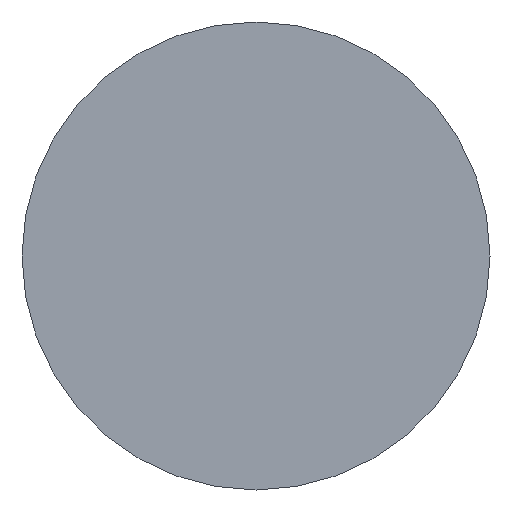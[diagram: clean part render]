
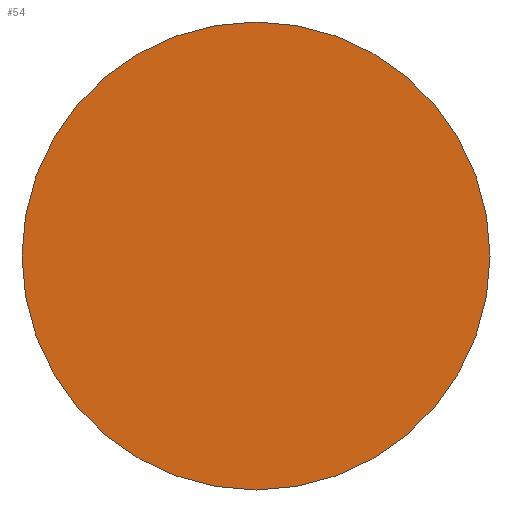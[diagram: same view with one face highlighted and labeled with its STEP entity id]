
A CAD part, left-side view. The second image highlights one B-rep face of the part: STEP entity #54.
In plain terms, the highlighted planar face has unit normal (-1, 0, 0).
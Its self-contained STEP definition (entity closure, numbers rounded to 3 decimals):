
#15=PLANE('',#81);
#18=FACE_OUTER_BOUND('',#21,.T.);
#21=EDGE_LOOP('',(#45,#46));
#26=CIRCLE('',#78,3.);
#27=CIRCLE('',#79,3.);
#30=VERTEX_POINT('',#105);
#31=VERTEX_POINT('',#107);
#35=EDGE_CURVE('',#30,#31,#26,.T.);
#36=EDGE_CURVE('',#31,#30,#27,.T.);
#45=ORIENTED_EDGE('',*,*,#36,.F.);
#46=ORIENTED_EDGE('',*,*,#35,.F.);
#54=ADVANCED_FACE('',(#18),#15,.F.);
#78=AXIS2_PLACEMENT_3D('',#108,#91,#92);
#79=AXIS2_PLACEMENT_3D('',#109,#93,#94);
#81=AXIS2_PLACEMENT_3D('',#111,#97,#98);
#91=DIRECTION('center_axis',(1.,0.,0.));
#92=DIRECTION('ref_axis',(0.,1.,0.));
#93=DIRECTION('center_axis',(1.,0.,0.));
#94=DIRECTION('ref_axis',(0.,1.,0.));
#97=DIRECTION('center_axis',(1.,0.,0.));
#98=DIRECTION('ref_axis',(0.,0.,-1.));
#105=CARTESIAN_POINT('',(-1.,-3.,0.));
#107=CARTESIAN_POINT('',(-1.,3.,0.));
#108=CARTESIAN_POINT('Origin',(-1.,0.,0.));
#109=CARTESIAN_POINT('Origin',(-1.,0.,0.));
#111=CARTESIAN_POINT('Origin',(-1.,0.,0.));
